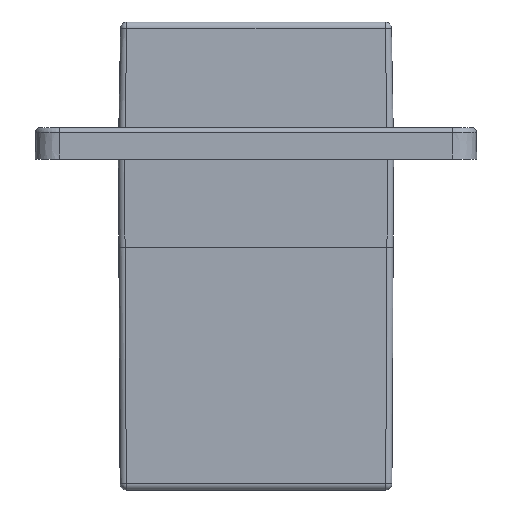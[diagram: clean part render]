
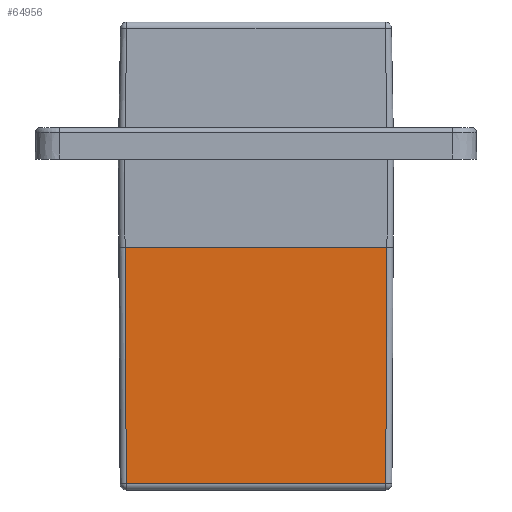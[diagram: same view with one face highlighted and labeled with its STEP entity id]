
A CAD part, left-side view. The second image highlights one B-rep face of the part: STEP entity #64956.
In plain terms, the highlighted face is planar.
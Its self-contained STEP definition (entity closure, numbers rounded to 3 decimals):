
#2414 = AXIS2_PLACEMENT_3D ( 'NONE', #37263, #48638, #32360 ) ;
#2688 = VECTOR ( 'NONE', #11037, 1000. ) ;
#5792 = VERTEX_POINT ( 'NONE', #35708 ) ;
#5879 = VECTOR ( 'NONE', #57507, 1000. ) ;
#6768 = CARTESIAN_POINT ( 'NONE',  ( 7.901, -10.449, 19.086 ) ) ;
#7039 = DIRECTION ( 'NONE',  ( 0., -1., 0. ) ) ;
#7569 = CARTESIAN_POINT ( 'NONE',  ( 8.001, 10.549, 0.019 ) ) ;
#11037 = DIRECTION ( 'NONE',  ( -0.005, -0.005, 1. ) ) ;
#11073 = CARTESIAN_POINT ( 'NONE',  ( 7.901, 11.049, 19.086 ) ) ;
#12767 = EDGE_LOOP ( 'NONE', ( #23625, #45525, #14421, #55309 ) ) ;
#12846 = VECTOR ( 'NONE', #7039, 1000. ) ;
#14421 = ORIENTED_EDGE ( 'NONE', *, *, #37756, .F. ) ;
#14875 = CARTESIAN_POINT ( 'NONE',  ( 8.001, 10.549, 0.016 ) ) ;
#16293 = LINE ( 'NONE', #11073, #5879 ) ;
#19409 = EDGE_CURVE ( 'NONE', #48613, #39376, #60633, .T. ) ;
#23625 = ORIENTED_EDGE ( 'NONE', *, *, #32094, .T. ) ;
#29426 = EDGE_CURVE ( 'NONE', #65291, #5792, #62355, .T. ) ;
#32094 = EDGE_CURVE ( 'NONE', #5792, #48613, #16293, .T. ) ;
#32360 = DIRECTION ( 'NONE',  ( 0.005, 0., -1. ) ) ;
#33062 = PLANE ( 'NONE',  #2414 ) ;
#35708 = CARTESIAN_POINT ( 'NONE',  ( 7.901, 10.449, 19.086 ) ) ;
#37263 = CARTESIAN_POINT ( 'NONE',  ( 8.001, 11.049, 0.019 ) ) ;
#37756 = EDGE_CURVE ( 'NONE', #65291, #39376, #64247, .T. ) ;
#39376 = VERTEX_POINT ( 'NONE', #47545 ) ;
#41679 = VECTOR ( 'NONE', #55405, 1000. ) ;
#45026 = CARTESIAN_POINT ( 'NONE',  ( 8., -10.548, 0.132 ) ) ;
#45525 = ORIENTED_EDGE ( 'NONE', *, *, #19409, .T. ) ;
#47545 = CARTESIAN_POINT ( 'NONE',  ( 8.001, -10.549, 0.019 ) ) ;
#48613 = VERTEX_POINT ( 'NONE', #6768 ) ;
#48638 = DIRECTION ( 'NONE',  ( 1., 0., 0.005 ) ) ;
#54165 = FACE_OUTER_BOUND ( 'NONE', #12767, .T. ) ;
#54463 = CARTESIAN_POINT ( 'NONE',  ( 8.001, 11.049, 0.019 ) ) ;
#55309 = ORIENTED_EDGE ( 'NONE', *, *, #29426, .T. ) ;
#55405 = DIRECTION ( 'NONE',  ( 0.005, -0.005, -1. ) ) ;
#57507 = DIRECTION ( 'NONE',  ( 0., -1., 0. ) ) ;
#60633 = LINE ( 'NONE', #45026, #41679 ) ;
#62355 = LINE ( 'NONE', #14875, #2688 ) ;
#64247 = LINE ( 'NONE', #54463, #12846 ) ;
#64956 = ADVANCED_FACE ( 'NONE', ( #54165 ), #33062, .T. ) ;
#65291 = VERTEX_POINT ( 'NONE', #7569 ) ;
